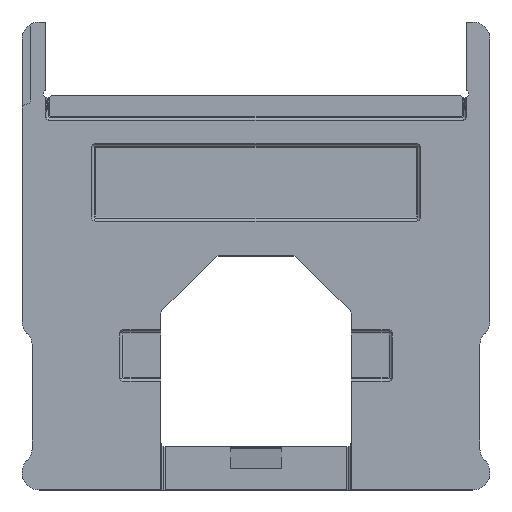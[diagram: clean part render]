
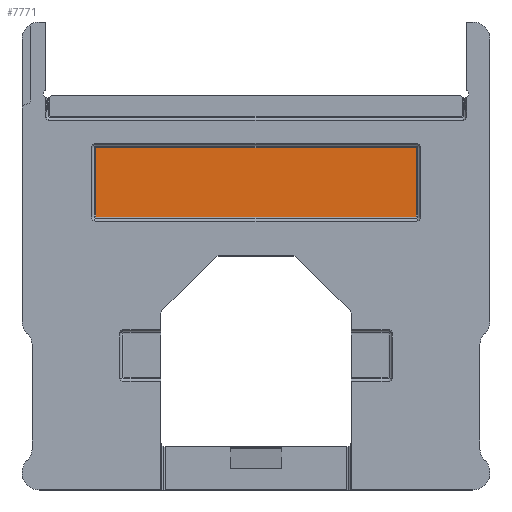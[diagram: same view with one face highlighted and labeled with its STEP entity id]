
A CAD part, top view. The second image highlights one B-rep face of the part: STEP entity #7771.
In plain terms, the highlighted planar face has unit normal (0, 0, 1).
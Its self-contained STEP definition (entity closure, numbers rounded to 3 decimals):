
#5216 = VERTEX_POINT('',#5217);
#5217 = CARTESIAN_POINT('',(-18.5,12.5,0.6));
#5775 = EDGE_CURVE('',#5216,#5776,#5778,.T.);
#5776 = VERTEX_POINT('',#5777);
#5777 = CARTESIAN_POINT('',(18.5,12.5,0.6));
#5778 = LINE('',#5779,#5780);
#5779 = CARTESIAN_POINT('',(-18.5,12.5,0.6));
#5780 = VECTOR('',#5781,1.);
#5781 = DIRECTION('',(1.,0.,0.));
#6060 = VERTEX_POINT('',#6061);
#6061 = CARTESIAN_POINT('',(18.5,4.5,0.6));
#6620 = VERTEX_POINT('',#6621);
#6621 = CARTESIAN_POINT('',(-18.5,4.5,0.6));
#7753 = EDGE_CURVE('',#6060,#6620,#7754,.T.);
#7754 = LINE('',#7755,#7756);
#7755 = CARTESIAN_POINT('',(18.5,4.5,0.6));
#7756 = VECTOR('',#7757,1.);
#7757 = DIRECTION('',(-1.,0.,0.));
#7771 = ADVANCED_FACE('',(#7772),#7788,.T.);
#7772 = FACE_BOUND('',#7773,.T.);
#7773 = EDGE_LOOP('',(#7774,#7775,#7781,#7782));
#7774 = ORIENTED_EDGE('',*,*,#7753,.F.);
#7775 = ORIENTED_EDGE('',*,*,#7776,.T.);
#7776 = EDGE_CURVE('',#6060,#5776,#7777,.T.);
#7777 = LINE('',#7778,#7779);
#7778 = CARTESIAN_POINT('',(18.5,4.5,0.6));
#7779 = VECTOR('',#7780,1.);
#7780 = DIRECTION('',(0.,1.,0.));
#7781 = ORIENTED_EDGE('',*,*,#5775,.F.);
#7782 = ORIENTED_EDGE('',*,*,#7783,.T.);
#7783 = EDGE_CURVE('',#5216,#6620,#7784,.T.);
#7784 = LINE('',#7785,#7786);
#7785 = CARTESIAN_POINT('',(-18.5,12.5,0.6));
#7786 = VECTOR('',#7787,1.);
#7787 = DIRECTION('',(0.,-1.,0.));
#7788 = PLANE('',#7789);
#7789 = AXIS2_PLACEMENT_3D('',#7790,#7791,#7792);
#7790 = CARTESIAN_POINT('',(0.,8.5,0.6));
#7791 = DIRECTION('',(0.,0.,1.));
#7792 = DIRECTION('',(1.,0.,-0.));
